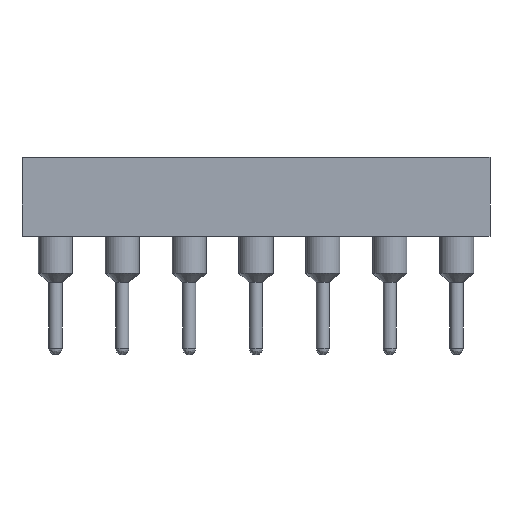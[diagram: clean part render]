
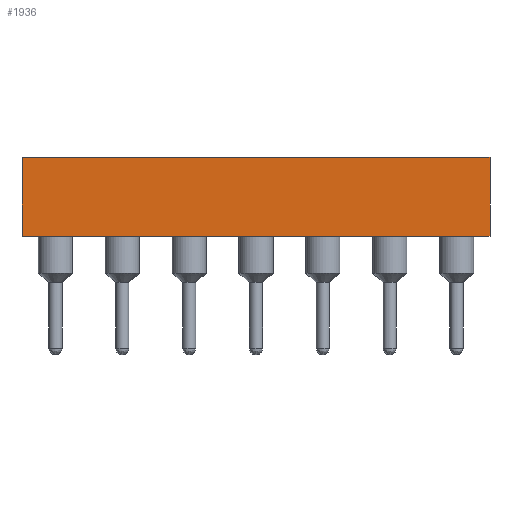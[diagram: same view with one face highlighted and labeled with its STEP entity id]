
A CAD part, front view. The second image highlights one B-rep face of the part: STEP entity #1936.
In plain terms, the highlighted planar face has unit normal (0, -1, 0).
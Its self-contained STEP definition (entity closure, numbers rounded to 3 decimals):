
#521 = ORIENTED_EDGE ( 'NONE', *, *, #7829, .T. ) ;
#574 = CARTESIAN_POINT ( 'NONE',  ( 0., -5.08, -3. ) ) ;
#674 = PLANE ( 'NONE',  #10953 ) ;
#1806 = ORIENTED_EDGE ( 'NONE', *, *, #9236, .T. ) ;
#1936 = ADVANCED_FACE ( 'NONE', ( #9282 ), #674, .T. ) ;
#3011 = EDGE_CURVE ( 'NONE', #8823, #6769, #3117, .T. ) ;
#3037 = ORIENTED_EDGE ( 'NONE', *, *, #7178, .F. ) ;
#3039 = CARTESIAN_POINT ( 'NONE',  ( 17.78, -5.08, 0. ) ) ;
#3117 = LINE ( 'NONE', #9749, #9578 ) ;
#3807 = CARTESIAN_POINT ( 'NONE',  ( 0., -5.08, 0. ) ) ;
#3949 = EDGE_LOOP ( 'NONE', ( #7574, #1806, #521, #3037 ) ) ;
#3957 = CARTESIAN_POINT ( 'NONE',  ( 17.78, -5.08, 0. ) ) ;
#3983 = LINE ( 'NONE', #10171, #7251 ) ;
#4360 = DIRECTION ( 'NONE',  ( 1., 0., 0. ) ) ;
#4434 = LINE ( 'NONE', #3957, #5014 ) ;
#4728 = DIRECTION ( 'NONE',  ( 1., 0., 0. ) ) ;
#4943 = VERTEX_POINT ( 'NONE', #5919 ) ;
#5014 = VECTOR ( 'NONE', #8672, 1000. ) ;
#5283 = DIRECTION ( 'NONE',  ( 0., -1., 0. ) ) ;
#5740 = DIRECTION ( 'NONE',  ( 0., 0., -1. ) ) ;
#5890 = VERTEX_POINT ( 'NONE', #574 ) ;
#5919 = CARTESIAN_POINT ( 'NONE',  ( 17.78, -5.08, -3. ) ) ;
#6115 = DIRECTION ( 'NONE',  ( -1., 0., 0. ) ) ;
#6635 = LINE ( 'NONE', #3807, #6784 ) ;
#6769 = VERTEX_POINT ( 'NONE', #8979 ) ;
#6784 = VECTOR ( 'NONE', #5740, 1000. ) ;
#7002 = CARTESIAN_POINT ( 'NONE',  ( 0., -5.08, 0. ) ) ;
#7178 = EDGE_CURVE ( 'NONE', #8823, #4943, #4434, .T. ) ;
#7251 = VECTOR ( 'NONE', #4728, 1000. ) ;
#7574 = ORIENTED_EDGE ( 'NONE', *, *, #3011, .T. ) ;
#7829 = EDGE_CURVE ( 'NONE', #5890, #4943, #3983, .T. ) ;
#8672 = DIRECTION ( 'NONE',  ( 0., 0., -1. ) ) ;
#8823 = VERTEX_POINT ( 'NONE', #3039 ) ;
#8979 = CARTESIAN_POINT ( 'NONE',  ( 0., -5.08, 0. ) ) ;
#9236 = EDGE_CURVE ( 'NONE', #6769, #5890, #6635, .T. ) ;
#9282 = FACE_OUTER_BOUND ( 'NONE', #3949, .T. ) ;
#9578 = VECTOR ( 'NONE', #6115, 1000. ) ;
#9749 = CARTESIAN_POINT ( 'NONE',  ( 0., -5.08, 0. ) ) ;
#10171 = CARTESIAN_POINT ( 'NONE',  ( 8.89, -5.08, -3. ) ) ;
#10953 = AXIS2_PLACEMENT_3D ( 'NONE', #7002, #5283, #4360 ) ;
